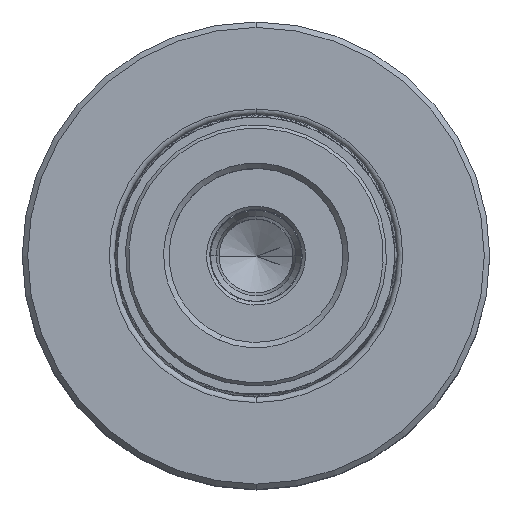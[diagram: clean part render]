
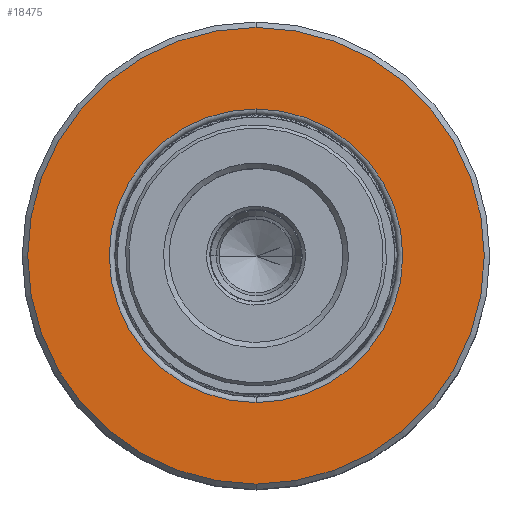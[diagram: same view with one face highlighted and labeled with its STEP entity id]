
A CAD part, top view. The second image highlights one B-rep face of the part: STEP entity #18475.
In plain terms, the highlighted face is planar.
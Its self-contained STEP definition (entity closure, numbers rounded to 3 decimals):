
#130 = AXIS2_PLACEMENT_3D ( 'NONE', #20691, #31380, #4223 ) ;
#2584 = CARTESIAN_POINT ( 'NONE',  ( 0., 15.687, 21. ) ) ;
#3899 = EDGE_CURVE ( 'NONE', #26887, #23641, #8882, .T. ) ;
#3990 = EDGE_CURVE ( 'NONE', #11822, #11217, #23502, .T. ) ;
#4223 = DIRECTION ( 'NONE',  ( 0., 0., -1. ) ) ;
#4267 = CIRCLE ( 'NONE', #30588, 13.5 ) ;
#4985 = DIRECTION ( 'NONE',  ( 0., 0., -1. ) ) ;
#5176 = DIRECTION ( 'NONE',  ( 0., 1., 0. ) ) ;
#5368 = AXIS2_PLACEMENT_3D ( 'NONE', #21856, #30431, #19330 ) ;
#6348 = EDGE_LOOP ( 'NONE', ( #31814, #11909 ) ) ;
#7432 = CARTESIAN_POINT ( 'NONE',  ( 0., 15.687, -21. ) ) ;
#8383 = AXIS2_PLACEMENT_3D ( 'NONE', #18439, #24226, #35017 ) ;
#8410 = CARTESIAN_POINT ( 'NONE',  ( 0., 15.687, -13.5 ) ) ;
#8882 = CIRCLE ( 'NONE', #8383, 21. ) ;
#11217 = VERTEX_POINT ( 'NONE', #16376 ) ;
#11822 = VERTEX_POINT ( 'NONE', #8410 ) ;
#11909 = ORIENTED_EDGE ( 'NONE', *, *, #16153, .F. ) ;
#12101 = FACE_BOUND ( 'NONE', #25574, .T. ) ;
#12170 = CIRCLE ( 'NONE', #130, 21. ) ;
#16153 = EDGE_CURVE ( 'NONE', #23641, #26887, #12170, .T. ) ;
#16376 = CARTESIAN_POINT ( 'NONE',  ( 0., 15.687, 13.5 ) ) ;
#18439 = CARTESIAN_POINT ( 'NONE',  ( 0., 15.687, 0. ) ) ;
#18475 = ADVANCED_FACE ( 'NONE', ( #12101, #20696 ), #23458, .T. ) ;
#19249 = ORIENTED_EDGE ( 'NONE', *, *, #3990, .T. ) ;
#19330 = DIRECTION ( 'NONE',  ( 0., 0., -1. ) ) ;
#20691 = CARTESIAN_POINT ( 'NONE',  ( 0., 15.687, 0. ) ) ;
#20696 = FACE_OUTER_BOUND ( 'NONE', #6348, .T. ) ;
#21534 = DIRECTION ( 'NONE',  ( 0., 0., 1. ) ) ;
#21856 = CARTESIAN_POINT ( 'NONE',  ( 0., 15.687, 0. ) ) ;
#23458 = PLANE ( 'NONE',  #31900 ) ;
#23502 = CIRCLE ( 'NONE', #5368, 13.5 ) ;
#23641 = VERTEX_POINT ( 'NONE', #2584 ) ;
#24226 = DIRECTION ( 'NONE',  ( 0., -1., 0. ) ) ;
#24245 = DIRECTION ( 'NONE',  ( 0., -1., 0. ) ) ;
#24625 = CARTESIAN_POINT ( 'NONE',  ( 0., 15.687, 0. ) ) ;
#25574 = EDGE_LOOP ( 'NONE', ( #19249, #30350 ) ) ;
#26887 = VERTEX_POINT ( 'NONE', #7432 ) ;
#28927 = EDGE_CURVE ( 'NONE', #11217, #11822, #4267, .T. ) ;
#30350 = ORIENTED_EDGE ( 'NONE', *, *, #28927, .T. ) ;
#30431 = DIRECTION ( 'NONE',  ( 0., -1., 0. ) ) ;
#30588 = AXIS2_PLACEMENT_3D ( 'NONE', #24625, #24245, #4985 ) ;
#31380 = DIRECTION ( 'NONE',  ( 0., -1., 0. ) ) ;
#31814 = ORIENTED_EDGE ( 'NONE', *, *, #3899, .F. ) ;
#31860 = CARTESIAN_POINT ( 'NONE',  ( 21., 15.687, 0. ) ) ;
#31900 = AXIS2_PLACEMENT_3D ( 'NONE', #31860, #5176, #21534 ) ;
#35017 = DIRECTION ( 'NONE',  ( 0., 0., -1. ) ) ;
